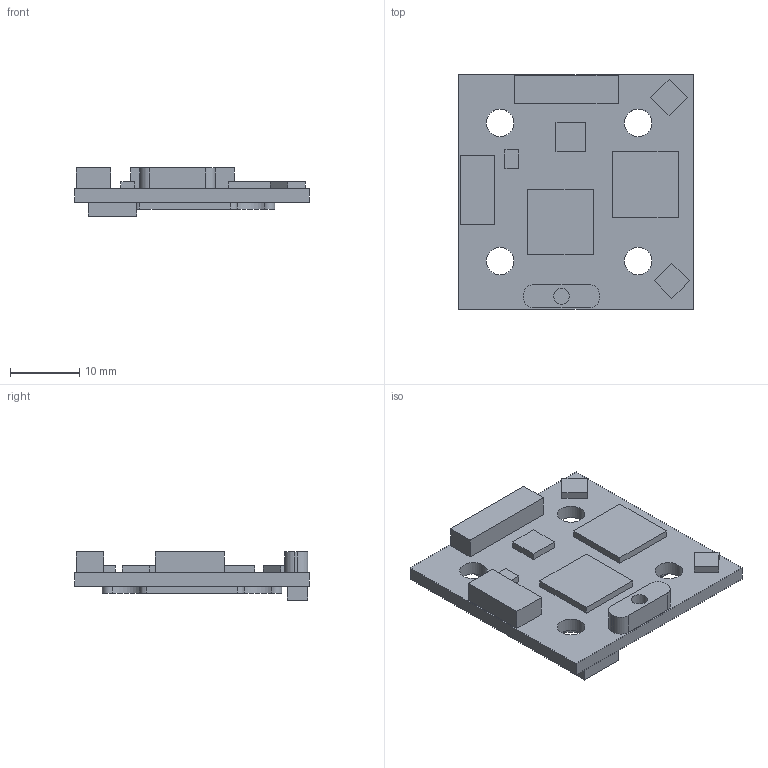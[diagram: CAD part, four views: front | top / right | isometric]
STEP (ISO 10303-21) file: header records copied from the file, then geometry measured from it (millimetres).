
FILE_DESCRIPTION(('STEP AP242'), '1');
FILE_NAME('pcb', '2022-02-02T04:58:59', ('ancher'), (''), 'C3D Converter', 'C3D Toolkit', '');
FILE_SCHEMA(('AP242_MANAGED_MODEL_BASED_3D_ENGINEERING_MIM_LF { 1 0 10303 442 1 1 4 }'));
Length unit declared in the file: millimetre
Assembly tree (1 placements, depth 2):
  (unnamed)
    (unnamed)
Bounding box: 34 x 34 x 7 mm (x, y, z)
Volume: 3454.3 mm3; surface area: 3160.6 mm2
Topology: 1 solids, 1 shells, 83 faces, 284 edges, 294 vertices
Faces by surface type: plane 62, cylinder 21
Full cylindrical faces by diameter (mm): 2.3 x1, 4 x4
Entity records: 3951 total; most frequent: CARTESIAN_POINT 565, DIRECTION 464, ORIENTED_EDGE 404, EDGE_CURVE 202, COLOUR_RGB 172, PRESENTATION_STYLE_ASSIGNMENT 172, STYLED_ITEM 172, LINE 160
